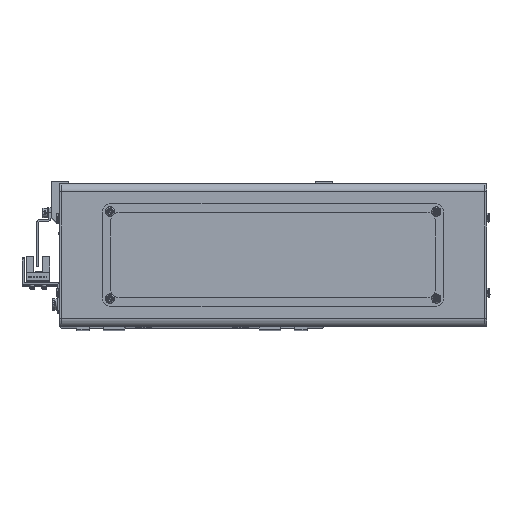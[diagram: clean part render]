
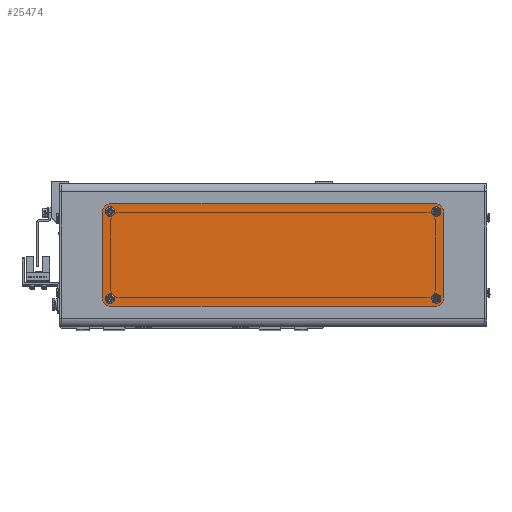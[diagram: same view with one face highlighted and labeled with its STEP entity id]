
A CAD part, top view. The second image highlights one B-rep face of the part: STEP entity #25474.
In plain terms, the highlighted planar face has unit normal (0, 0, 1).
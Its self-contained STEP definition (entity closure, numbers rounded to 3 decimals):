
#863 = PLANE ( 'NONE',  #64749 ) ;
#1051 = AXIS2_PLACEMENT_3D ( 'NONE', #48019, #13966, #53766 ) ;
#1090 = DIRECTION ( 'NONE',  ( 0., 0., 1. ) ) ;
#1948 = CIRCLE ( 'NONE', #21658, 5. ) ;
#3209 = VERTEX_POINT ( 'NONE', #49177 ) ;
#3886 = VERTEX_POINT ( 'NONE', #20829 ) ;
#4289 = CARTESIAN_POINT ( 'NONE',  ( 95.5, -25.5, 2. ) ) ;
#5060 = ORIENTED_EDGE ( 'NONE', *, *, #72572, .T. ) ;
#5468 = CARTESIAN_POINT ( 'NONE',  ( -95.5, 25.5, 2. ) ) ;
#6043 = FACE_BOUND ( 'NONE', #9804, .T. ) ;
#6199 = CIRCLE ( 'NONE', #19763, 1.7 ) ;
#6581 = CARTESIAN_POINT ( 'NONE',  ( -100., -25., 2. ) ) ;
#6794 = AXIS2_PLACEMENT_3D ( 'NONE', #28376, #68214, #34050 ) ;
#7009 = CARTESIAN_POINT ( 'NONE',  ( 95., -30., 2. ) ) ;
#7378 = ORIENTED_EDGE ( 'NONE', *, *, #40155, .F. ) ;
#8566 = EDGE_CURVE ( 'NONE', #3209, #10572, #21673, .T. ) ;
#9669 = EDGE_LOOP ( 'NONE', ( #34222, #12771 ) ) ;
#9804 = EDGE_LOOP ( 'NONE', ( #68063, #43530 ) ) ;
#9985 = DIRECTION ( 'NONE',  ( 1., 0., 0. ) ) ;
#10572 = VERTEX_POINT ( 'NONE', #21845 ) ;
#11160 = DIRECTION ( 'NONE',  ( 1., 0., 0. ) ) ;
#12771 = ORIENTED_EDGE ( 'NONE', *, *, #43821, .F. ) ;
#13966 = DIRECTION ( 'NONE',  ( 0., 0., 1. ) ) ;
#14354 = CARTESIAN_POINT ( 'NONE',  ( 95., 25., 2. ) ) ;
#15041 = EDGE_CURVE ( 'NONE', #32475, #61906, #1948, .T. ) ;
#15943 = LINE ( 'NONE', #49012, #59569 ) ;
#17122 = EDGE_LOOP ( 'NONE', ( #68814, #69266, #36468, #53765, #52103, #5060, #73237, #17603 ) ) ;
#17603 = ORIENTED_EDGE ( 'NONE', *, *, #22351, .T. ) ;
#17999 = DIRECTION ( 'NONE',  ( 0., 0., 1. ) ) ;
#19345 = VERTEX_POINT ( 'NONE', #50077 ) ;
#19349 = DIRECTION ( 'NONE',  ( 0., 0., 1. ) ) ;
#19417 = FACE_BOUND ( 'NONE', #42982, .T. ) ;
#19763 = AXIS2_PLACEMENT_3D ( 'NONE', #27938, #67784, #33631 ) ;
#20064 = DIRECTION ( 'NONE',  ( 1., 0., 0. ) ) ;
#20829 = CARTESIAN_POINT ( 'NONE',  ( 97.2, 25.5, 2. ) ) ;
#20948 = CARTESIAN_POINT ( 'NONE',  ( -93.8, 25.5, 2. ) ) ;
#21192 = FACE_OUTER_BOUND ( 'NONE', #17122, .T. ) ;
#21278 = EDGE_CURVE ( 'NONE', #19345, #53721, #62665, .T. ) ;
#21658 = AXIS2_PLACEMENT_3D ( 'NONE', #14354, #54158, #20064 ) ;
#21673 = CIRCLE ( 'NONE', #66210, 5. ) ;
#21845 = CARTESIAN_POINT ( 'NONE',  ( -95., -30., 2. ) ) ;
#22351 = EDGE_CURVE ( 'NONE', #34298, #3209, #26137, .T. ) ;
#22946 = CARTESIAN_POINT ( 'NONE',  ( -95.5, 25.5, 2. ) ) ;
#22992 = FACE_BOUND ( 'NONE', #29812, .T. ) ;
#23975 = DIRECTION ( 'NONE',  ( 1., 0., 0. ) ) ;
#24192 = AXIS2_PLACEMENT_3D ( 'NONE', #35120, #1090, #40828 ) ;
#25018 = VERTEX_POINT ( 'NONE', #64902 ) ;
#25474 = ADVANCED_FACE ( 'NONE', ( #34522, #6043, #21192, #22992, #19417 ), #863, .T. ) ;
#25650 = LINE ( 'NONE', #39362, #67505 ) ;
#26015 = DIRECTION ( 'NONE',  ( 0., 0., 1. ) ) ;
#26137 = LINE ( 'NONE', #6581, #54602 ) ;
#26157 = CIRCLE ( 'NONE', #62440, 1.7 ) ;
#27715 = EDGE_CURVE ( 'NONE', #53721, #32475, #15943, .T. ) ;
#27815 = CARTESIAN_POINT ( 'NONE',  ( -95., 25., 2. ) ) ;
#27905 = EDGE_CURVE ( 'NONE', #60496, #58454, #64022, .T. ) ;
#27938 = CARTESIAN_POINT ( 'NONE',  ( -95.5, -25.5, 2. ) ) ;
#28376 = CARTESIAN_POINT ( 'NONE',  ( 95.5, -25.5, 2. ) ) ;
#28688 = DIRECTION ( 'NONE',  ( 1., 0., 0. ) ) ;
#29301 = EDGE_CURVE ( 'NONE', #10572, #19345, #33483, .T. ) ;
#29313 = VERTEX_POINT ( 'NONE', #64033 ) ;
#29687 = EDGE_CURVE ( 'NONE', #45928, #25018, #38735, .T. ) ;
#29812 = EDGE_LOOP ( 'NONE', ( #52669, #60888 ) ) ;
#30051 = VERTEX_POINT ( 'NONE', #48175 ) ;
#30984 = EDGE_CURVE ( 'NONE', #58454, #60496, #50290, .T. ) ;
#31319 = CARTESIAN_POINT ( 'NONE',  ( -97.2, 25.5, 2. ) ) ;
#32144 = DIRECTION ( 'NONE',  ( 0., 1., 0. ) ) ;
#32406 = CARTESIAN_POINT ( 'NONE',  ( 93.8, 25.5, 2. ) ) ;
#32475 = VERTEX_POINT ( 'NONE', #41638 ) ;
#32646 = DIRECTION ( 'NONE',  ( 0., 0., 1. ) ) ;
#33483 = LINE ( 'NONE', #7009, #52194 ) ;
#33505 = DIRECTION ( 'NONE',  ( 1., 0., 0. ) ) ;
#33631 = DIRECTION ( 'NONE',  ( 1., 0., 0. ) ) ;
#34050 = DIRECTION ( 'NONE',  ( 1., 0., 0. ) ) ;
#34222 = ORIENTED_EDGE ( 'NONE', *, *, #29687, .F. ) ;
#34298 = VERTEX_POINT ( 'NONE', #43105 ) ;
#34522 = FACE_BOUND ( 'NONE', #9669, .T. ) ;
#34885 = CARTESIAN_POINT ( 'NONE',  ( -95., -25., 2. ) ) ;
#35120 = CARTESIAN_POINT ( 'NONE',  ( -95.5, -25.5, 2. ) ) ;
#36468 = ORIENTED_EDGE ( 'NONE', *, *, #21278, .T. ) ;
#38735 = CIRCLE ( 'NONE', #6794, 1.7 ) ;
#39362 = CARTESIAN_POINT ( 'NONE',  ( -95., 30., 2. ) ) ;
#39740 = EDGE_CURVE ( 'NONE', #44320, #34298, #57887, .T. ) ;
#40155 = EDGE_CURVE ( 'NONE', #30051, #29313, #6199, .T. ) ;
#40623 = CARTESIAN_POINT ( 'NONE',  ( 100., -25., 2. ) ) ;
#40828 = DIRECTION ( 'NONE',  ( 1., 0., 0. ) ) ;
#41602 = AXIS2_PLACEMENT_3D ( 'NONE', #27815, #67676, #33505 ) ;
#41634 = EDGE_CURVE ( 'NONE', #3886, #43780, #71040, .T. ) ;
#41638 = CARTESIAN_POINT ( 'NONE',  ( 100., 25., 2. ) ) ;
#42982 = EDGE_LOOP ( 'NONE', ( #67942, #7378 ) ) ;
#43105 = CARTESIAN_POINT ( 'NONE',  ( -100., 25., 2. ) ) ;
#43530 = ORIENTED_EDGE ( 'NONE', *, *, #41634, .F. ) ;
#43780 = VERTEX_POINT ( 'NONE', #32406 ) ;
#43821 = EDGE_CURVE ( 'NONE', #25018, #45928, #26157, .T. ) ;
#44021 = DIRECTION ( 'NONE',  ( 0., 0., 1. ) ) ;
#44320 = VERTEX_POINT ( 'NONE', #66727 ) ;
#45227 = DIRECTION ( 'NONE',  ( 0., 0., 1. ) ) ;
#45928 = VERTEX_POINT ( 'NONE', #61272 ) ;
#46587 = DIRECTION ( 'NONE',  ( 0., -1., 0. ) ) ;
#46652 = AXIS2_PLACEMENT_3D ( 'NONE', #5468, #45227, #11160 ) ;
#46794 = EDGE_CURVE ( 'NONE', #43780, #3886, #51634, .T. ) ;
#48019 = CARTESIAN_POINT ( 'NONE',  ( 95., -25., 2. ) ) ;
#48175 = CARTESIAN_POINT ( 'NONE',  ( -93.8, -25.5, 2. ) ) ;
#49012 = CARTESIAN_POINT ( 'NONE',  ( 100., 25., 2. ) ) ;
#49177 = CARTESIAN_POINT ( 'NONE',  ( -100., -25., 2. ) ) ;
#49369 = AXIS2_PLACEMENT_3D ( 'NONE', #60078, #26015, #65844 ) ;
#50077 = CARTESIAN_POINT ( 'NONE',  ( 95., -30., 2. ) ) ;
#50290 = CIRCLE ( 'NONE', #73683, 1.7 ) ;
#50906 = EDGE_CURVE ( 'NONE', #29313, #30051, #69009, .T. ) ;
#51634 = CIRCLE ( 'NONE', #53041, 1.7 ) ;
#52103 = ORIENTED_EDGE ( 'NONE', *, *, #15041, .T. ) ;
#52194 = VECTOR ( 'NONE', #23975, 1000. ) ;
#52669 = ORIENTED_EDGE ( 'NONE', *, *, #27905, .F. ) ;
#53041 = AXIS2_PLACEMENT_3D ( 'NONE', #53431, #19349, #59161 ) ;
#53431 = CARTESIAN_POINT ( 'NONE',  ( 95.5, 25.5, 2. ) ) ;
#53721 = VERTEX_POINT ( 'NONE', #40623 ) ;
#53765 = ORIENTED_EDGE ( 'NONE', *, *, #27715, .T. ) ;
#53766 = DIRECTION ( 'NONE',  ( 1., 0., 0. ) ) ;
#54158 = DIRECTION ( 'NONE',  ( 0., 0., 1. ) ) ;
#54602 = VECTOR ( 'NONE', #46587, 1000. ) ;
#56575 = DIRECTION ( 'NONE',  ( -1., 0., 0. ) ) ;
#57799 = DIRECTION ( 'NONE',  ( 1., 0., 0. ) ) ;
#57887 = CIRCLE ( 'NONE', #41602, 5. ) ;
#58454 = VERTEX_POINT ( 'NONE', #20948 ) ;
#59161 = DIRECTION ( 'NONE',  ( 1., 0., 0. ) ) ;
#59569 = VECTOR ( 'NONE', #32144, 1000. ) ;
#60078 = CARTESIAN_POINT ( 'NONE',  ( 95.5, 25.5, 2. ) ) ;
#60496 = VERTEX_POINT ( 'NONE', #31319 ) ;
#60888 = ORIENTED_EDGE ( 'NONE', *, *, #30984, .F. ) ;
#61272 = CARTESIAN_POINT ( 'NONE',  ( 93.8, -25.5, 2. ) ) ;
#61469 = CARTESIAN_POINT ( 'NONE',  ( 95., 30., 2. ) ) ;
#61906 = VERTEX_POINT ( 'NONE', #61469 ) ;
#62440 = AXIS2_PLACEMENT_3D ( 'NONE', #4289, #44021, #9985 ) ;
#62665 = CIRCLE ( 'NONE', #1051, 5. ) ;
#62766 = DIRECTION ( 'NONE',  ( 0., 0., 1. ) ) ;
#64022 = CIRCLE ( 'NONE', #46652, 1.7 ) ;
#64033 = CARTESIAN_POINT ( 'NONE',  ( -97.2, -25.5, 2. ) ) ;
#64749 = AXIS2_PLACEMENT_3D ( 'NONE', #34885, #17999, #57799 ) ;
#64902 = CARTESIAN_POINT ( 'NONE',  ( 97.2, -25.5, 2. ) ) ;
#65844 = DIRECTION ( 'NONE',  ( 1., 0., 0. ) ) ;
#66210 = AXIS2_PLACEMENT_3D ( 'NONE', #66785, #32646, #72519 ) ;
#66727 = CARTESIAN_POINT ( 'NONE',  ( -95., 30., 2. ) ) ;
#66785 = CARTESIAN_POINT ( 'NONE',  ( -95., -25., 2. ) ) ;
#67505 = VECTOR ( 'NONE', #56575, 1000. ) ;
#67676 = DIRECTION ( 'NONE',  ( 0., 0., 1. ) ) ;
#67784 = DIRECTION ( 'NONE',  ( 0., 0., 1. ) ) ;
#67942 = ORIENTED_EDGE ( 'NONE', *, *, #50906, .F. ) ;
#68063 = ORIENTED_EDGE ( 'NONE', *, *, #46794, .F. ) ;
#68214 = DIRECTION ( 'NONE',  ( 0., 0., 1. ) ) ;
#68814 = ORIENTED_EDGE ( 'NONE', *, *, #8566, .T. ) ;
#69009 = CIRCLE ( 'NONE', #24192, 1.7 ) ;
#69266 = ORIENTED_EDGE ( 'NONE', *, *, #29301, .T. ) ;
#71040 = CIRCLE ( 'NONE', #49369, 1.7 ) ;
#72519 = DIRECTION ( 'NONE',  ( 1., 0., 0. ) ) ;
#72572 = EDGE_CURVE ( 'NONE', #61906, #44320, #25650, .T. ) ;
#73237 = ORIENTED_EDGE ( 'NONE', *, *, #39740, .T. ) ;
#73683 = AXIS2_PLACEMENT_3D ( 'NONE', #22946, #62766, #28688 ) ;
